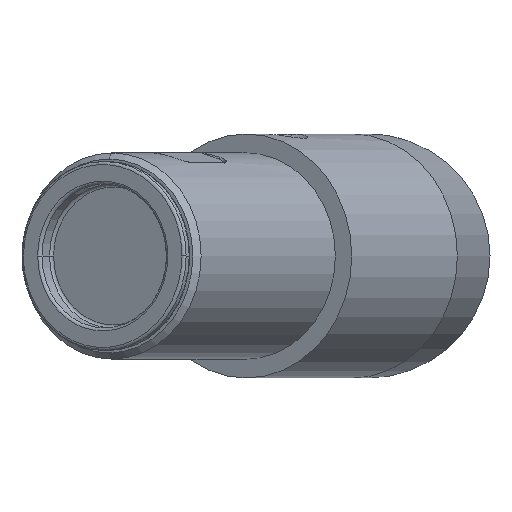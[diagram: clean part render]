
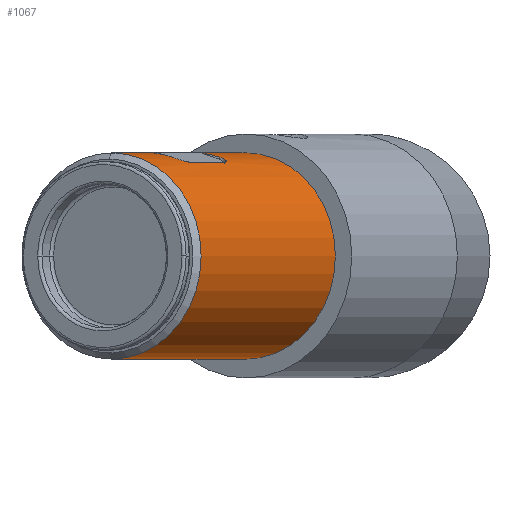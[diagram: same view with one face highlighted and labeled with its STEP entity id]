
A CAD part, left-side view. The second image highlights one B-rep face of the part: STEP entity #1067.
In plain terms, the highlighted cylindrical face has radius 16.9 mm (diameter 33.8 mm), a partial arc.
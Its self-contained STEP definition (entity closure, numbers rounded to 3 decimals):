
#16 = CARTESIAN_POINT ( 'NONE',  ( -70.594, 29.827, 15.478 ) ) ;
#27 = CIRCLE ( 'NONE', #8401, 16.9 ) ;
#71 = EDGE_CURVE ( 'NONE', #4529, #874, #1601, .T. ) ;
#87 = ORIENTED_EDGE ( 'NONE', *, *, #10547, .F. ) ;
#153 = VERTEX_POINT ( 'NONE', #6490 ) ;
#293 = CARTESIAN_POINT ( 'NONE',  ( -70.776, 30.179, 15.57 ) ) ;
#707 = VERTEX_POINT ( 'NONE', #1406 ) ;
#755 = CARTESIAN_POINT ( 'NONE',  ( -82.47, 36.437, 15.382 ) ) ;
#779 = CARTESIAN_POINT ( 'NONE',  ( -60.161, 23.557, 15.382 ) ) ;
#845 = DIRECTION ( 'NONE',  ( 0., 0., 1. ) ) ;
#874 = VERTEX_POINT ( 'NONE', #6406 ) ;
#891 = CARTESIAN_POINT ( 'NONE',  ( -69.913, 29.187, 15.382 ) ) ;
#953 = CARTESIAN_POINT ( 'NONE',  ( -70.663, 29.943, 15.506 ) ) ;
#998 = DIRECTION ( 'NONE',  ( 0., 0., -1. ) ) ;
#1067 = ADVANCED_FACE ( 'NONE', ( #10823 ), #6245, .T. ) ;
#1068 = DIRECTION ( 'NONE',  ( 0.866, -0.5, 0. ) ) ;
#1167 = CARTESIAN_POINT ( 'NONE',  ( -70.912, 31.067, 15.848 ) ) ;
#1208 = ORIENTED_EDGE ( 'NONE', *, *, #5395, .F. ) ;
#1229 = DIRECTION ( 'NONE',  ( -0.866, 0.5, 0. ) ) ;
#1406 = CARTESIAN_POINT ( 'NONE',  ( -57.153, 24.289, 16.186 ) ) ;
#1561 = CARTESIAN_POINT ( 'NONE',  ( -78.97, 42.499, -16.9 ) ) ;
#1578 = VECTOR ( 'NONE', #1068, 1000. ) ;
#1601 = LINE ( 'NONE', #3420, #5954 ) ;
#1619 = CARTESIAN_POINT ( 'NONE',  ( -78.104, 41.999, -16.9 ) ) ;
#1640 = VERTEX_POINT ( 'NONE', #1619 ) ;
#1756 = CARTESIAN_POINT ( 'NONE',  ( -70.917, 30.939, 15.805 ) ) ;
#1809 = CARTESIAN_POINT ( 'NONE',  ( -70.775, 31.693, 16.063 ) ) ;
#2033 = CARTESIAN_POINT ( 'NONE',  ( -70.031, 29.256, 15.382 ) ) ;
#2331 = CARTESIAN_POINT ( 'NONE',  ( -54.722, 28.499, 0. ) ) ;
#2443 = EDGE_CURVE ( 'NONE', #1640, #9063, #4148, .T. ) ;
#2505 = ORIENTED_EDGE ( 'NONE', *, *, #7449, .T. ) ;
#2540 = B_SPLINE_CURVE_WITH_KNOTS ( 'NONE', 3,
 ( #10080, #1809, #10559, #1167, #1756, #2690, #5329, #8880, #293, #953, #16, #4739, #7113, #7873, #2033, #891 ),
 .UNSPECIFIED., .F., .F.,
 ( 4, 2, 2, 2, 2, 2, 2, 4 ),
 ( 0., 0.001, 0.001, 0.002, 0.002, 0.002, 0.003, 0.003 ),
 .UNSPECIFIED. ) ;
#2628 = CARTESIAN_POINT ( 'NONE',  ( -58.754, 23.259, 15.579 ) ) ;
#2690 = CARTESIAN_POINT ( 'NONE',  ( -70.903, 30.683, 15.722 ) ) ;
#2790 = CARTESIAN_POINT ( 'NONE',  ( -78.104, 41.999, 16.9 ) ) ;
#2978 = CARTESIAN_POINT ( 'NONE',  ( -57.295, 24.042, 16.1 ) ) ;
#3420 = CARTESIAN_POINT ( 'NONE',  ( -78.97, 42.499, 16.9 ) ) ;
#3500 = CARTESIAN_POINT ( 'NONE',  ( -78.104, 41.999, 0. ) ) ;
#3686 = EDGE_CURVE ( 'NONE', #11278, #153, #2540, .T. ) ;
#3765 = EDGE_CURVE ( 'NONE', #10153, #707, #10744, .T. ) ;
#3793 = CARTESIAN_POINT ( 'NONE',  ( -78.97, 42.499, 0. ) ) ;
#3857 = CARTESIAN_POINT ( 'NONE',  ( -60.032, 23.483, 15.382 ) ) ;
#3958 = AXIS2_PLACEMENT_3D ( 'NONE', #11484, #8053, #6144 ) ;
#4148 = LINE ( 'NONE', #1561, #7051 ) ;
#4250 = ORIENTED_EDGE ( 'NONE', *, *, #4376, .F. ) ;
#4343 = CARTESIAN_POINT ( 'NONE',  ( -59.898, 23.423, 15.389 ) ) ;
#4376 = EDGE_CURVE ( 'NONE', #874, #9063, #9904, .T. ) ;
#4452 = CARTESIAN_POINT ( 'NONE',  ( -59.477, 23.298, 15.435 ) ) ;
#4514 = CARTESIAN_POINT ( 'NONE',  ( -59.046, 23.242, 15.509 ) ) ;
#4529 = VERTEX_POINT ( 'NONE', #7991 ) ;
#4558 = DIRECTION ( 'NONE',  ( 0.866, -0.5, 0. ) ) ;
#4739 = CARTESIAN_POINT ( 'NONE',  ( -70.434, 29.614, 15.431 ) ) ;
#5329 = CARTESIAN_POINT ( 'NONE',  ( -70.883, 30.553, 15.681 ) ) ;
#5393 = VECTOR ( 'NONE', #5858, 1000. ) ;
#5395 = EDGE_CURVE ( 'NONE', #1640, #5612, #27, .T. ) ;
#5490 = CARTESIAN_POINT ( 'NONE',  ( -68.145, 36.249, 16.9 ) ) ;
#5508 = CIRCLE ( 'NONE', #10346, 16.9 ) ;
#5612 = VERTEX_POINT ( 'NONE', #2790 ) ;
#5616 = CARTESIAN_POINT ( 'NONE',  ( -57.153, 24.289, 16.186 ) ) ;
#5858 = DIRECTION ( 'NONE',  ( -0.866, 0.5, 0. ) ) ;
#5954 = VECTOR ( 'NONE', #7010, 1000. ) ;
#6144 = DIRECTION ( 'NONE',  ( 0., 0., -1. ) ) ;
#6245 = CYLINDRICAL_SURFACE ( 'NONE', #7978, 16.9 ) ;
#6313 = CARTESIAN_POINT ( 'NONE',  ( -57.943, 23.51, 15.827 ) ) ;
#6406 = CARTESIAN_POINT ( 'NONE',  ( -39.999, 19.999, 16.9 ) ) ;
#6490 = CARTESIAN_POINT ( 'NONE',  ( -69.913, 29.187, 15.382 ) ) ;
#6713 = LINE ( 'NONE', #755, #5393 ) ;
#6797 = EDGE_LOOP ( 'NONE', ( #1208, #6919, #4250, #10429, #7140, #9504, #2505, #11207, #7124, #87 ) ) ;
#6919 = ORIENTED_EDGE ( 'NONE', *, *, #2443, .T. ) ;
#6968 = CARTESIAN_POINT ( 'NONE',  ( -39.999, 19.999, -16.9 ) ) ;
#7010 = DIRECTION ( 'NONE',  ( 0.866, -0.5, 0. ) ) ;
#7051 = VECTOR ( 'NONE', #7690, 1000. ) ;
#7113 = CARTESIAN_POINT ( 'NONE',  ( -70.344, 29.516, 15.413 ) ) ;
#7124 = ORIENTED_EDGE ( 'NONE', *, *, #10470, .T. ) ;
#7140 = ORIENTED_EDGE ( 'NONE', *, *, #11500, .F. ) ;
#7175 = AXIS2_PLACEMENT_3D ( 'NONE', #2331, #1229, #7578 ) ;
#7449 = EDGE_CURVE ( 'NONE', #10153, #153, #6713, .T. ) ;
#7578 = DIRECTION ( 'NONE',  ( 0., 0., -1. ) ) ;
#7690 = DIRECTION ( 'NONE',  ( 0.866, -0.5, 0. ) ) ;
#7873 = CARTESIAN_POINT ( 'NONE',  ( -70.143, 29.336, 15.389 ) ) ;
#7878 = DIRECTION ( 'NONE',  ( -0.866, 0.5, 0. ) ) ;
#7971 = DIRECTION ( 'NONE',  ( -0.866, 0.5, 0. ) ) ;
#7978 = AXIS2_PLACEMENT_3D ( 'NONE', #3793, #4558, #10012 ) ;
#7991 = CARTESIAN_POINT ( 'NONE',  ( -54.722, 28.499, 16.9 ) ) ;
#8053 = DIRECTION ( 'NONE',  ( 0.866, -0.5, 0. ) ) ;
#8264 = CARTESIAN_POINT ( 'NONE',  ( -59.621, 23.331, 15.416 ) ) ;
#8401 = AXIS2_PLACEMENT_3D ( 'NONE', #3500, #7971, #998 ) ;
#8649 = CARTESIAN_POINT ( 'NONE',  ( -70.645, 31.919, 16.143 ) ) ;
#8880 = CARTESIAN_POINT ( 'NONE',  ( -70.819, 30.302, 15.605 ) ) ;
#8887 = CARTESIAN_POINT ( 'NONE',  ( -78.97, 42.499, 16.9 ) ) ;
#8918 = VERTEX_POINT ( 'NONE', #5490 ) ;
#9063 = VERTEX_POINT ( 'NONE', #6968 ) ;
#9504 = ORIENTED_EDGE ( 'NONE', *, *, #3765, .F. ) ;
#9595 = CARTESIAN_POINT ( 'NONE',  ( -68.145, 36.249, 0. ) ) ;
#9813 = LINE ( 'NONE', #8887, #1578 ) ;
#9904 = CIRCLE ( 'NONE', #3958, 16.9 ) ;
#10012 = DIRECTION ( 'NONE',  ( 0., 0., 1. ) ) ;
#10080 = CARTESIAN_POINT ( 'NONE',  ( -70.645, 31.919, 16.143 ) ) ;
#10153 = VERTEX_POINT ( 'NONE', #11345 ) ;
#10346 = AXIS2_PLACEMENT_3D ( 'NONE', #9595, #7878, #845 ) ;
#10429 = ORIENTED_EDGE ( 'NONE', *, *, #71, .F. ) ;
#10470 = EDGE_CURVE ( 'NONE', #11278, #8918, #5508, .T. ) ;
#10547 = EDGE_CURVE ( 'NONE', #5612, #8918, #9813, .T. ) ;
#10559 = CARTESIAN_POINT ( 'NONE',  ( -70.859, 31.449, 15.977 ) ) ;
#10678 = CARTESIAN_POINT ( 'NONE',  ( -58.205, 23.392, 15.737 ) ) ;
#10744 = B_SPLINE_CURVE_WITH_KNOTS ( 'NONE', 3,
 ( #779, #3857, #4343, #8264, #4452, #4514, #2628, #10678, #6313, #10949, #2978, #5616 ),
 .UNSPECIFIED., .F., .F.,
 ( 4, 2, 2, 2, 2, 4 ),
 ( 0., 0., 0.001, 0.002, 0.003, 0.004 ),
 .UNSPECIFIED. ) ;
#10823 = FACE_OUTER_BOUND ( 'NONE', #6797, .T. ) ;
#10949 = CARTESIAN_POINT ( 'NONE',  ( -57.491, 23.833, 16.008 ) ) ;
#11089 = CIRCLE ( 'NONE', #7175, 16.9 ) ;
#11207 = ORIENTED_EDGE ( 'NONE', *, *, #3686, .F. ) ;
#11278 = VERTEX_POINT ( 'NONE', #8649 ) ;
#11345 = CARTESIAN_POINT ( 'NONE',  ( -60.161, 23.557, 15.382 ) ) ;
#11484 = CARTESIAN_POINT ( 'NONE',  ( -39.999, 19.999, 0. ) ) ;
#11500 = EDGE_CURVE ( 'NONE', #707, #4529, #11089, .T. ) ;
